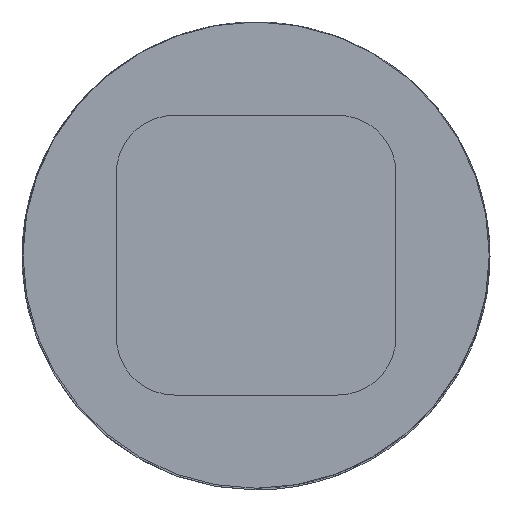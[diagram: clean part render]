
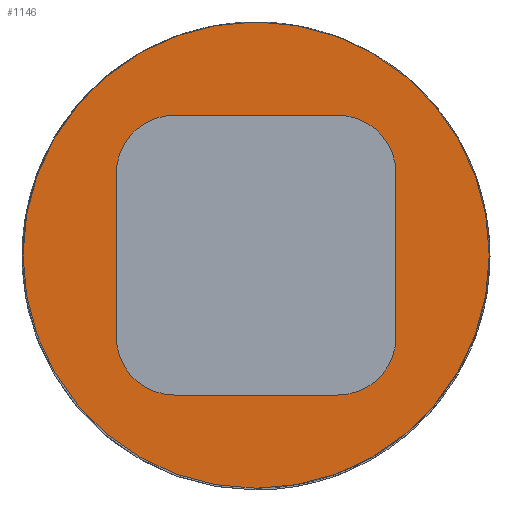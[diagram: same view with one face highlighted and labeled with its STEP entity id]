
A CAD part, front view. The second image highlights one B-rep face of the part: STEP entity #1146.
In plain terms, the highlighted planar face has unit normal (0, -1, 0).
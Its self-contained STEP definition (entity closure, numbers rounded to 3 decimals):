
#7 = CARTESIAN_POINT ( 'NONE',  ( 1.6, 0., -5.4 ) ) ;
#12 = DIRECTION ( 'NONE',  ( 0., 0., -1. ) ) ;
#28 = EDGE_CURVE ( 'NONE', #956, #56, #95, .T. ) ;
#56 = VERTEX_POINT ( 'NONE', #127 ) ;
#80 = CARTESIAN_POINT ( 'NONE',  ( 5.4, 0., -2.6 ) ) ;
#89 = CARTESIAN_POINT ( 'NONE',  ( 4., 0., -4. ) ) ;
#95 = LINE ( 'NONE', #523, #119 ) ;
#96 = CIRCLE ( 'NONE', #1116, 1. ) ;
#98 = VERTEX_POINT ( 'NONE', #953 ) ;
#118 = VERTEX_POINT ( 'NONE', #962 ) ;
#119 = VECTOR ( 'NONE', #1351, 1000. ) ;
#127 = CARTESIAN_POINT ( 'NONE',  ( 5.4, 0., -1.6 ) ) ;
#128 = DIRECTION ( 'NONE',  ( 0., 0., 1. ) ) ;
#131 = VERTEX_POINT ( 'NONE', #1183 ) ;
#143 = EDGE_CURVE ( 'NONE', #1242, #207, #675, .T. ) ;
#148 = CARTESIAN_POINT ( 'NONE',  ( 1.6, 0., -2.6 ) ) ;
#163 = AXIS2_PLACEMENT_3D ( 'NONE', #331, #666, #963 ) ;
#175 = DIRECTION ( 'NONE',  ( -1., 0., 0. ) ) ;
#207 = VERTEX_POINT ( 'NONE', #148 ) ;
#218 = CARTESIAN_POINT ( 'NONE',  ( 6.4, 0., -2.6 ) ) ;
#242 = CARTESIAN_POINT ( 'NONE',  ( 1.6, 0., -2.6 ) ) ;
#248 = CARTESIAN_POINT ( 'NONE',  ( 2.6, 0., -2.6 ) ) ;
#255 = AXIS2_PLACEMENT_3D ( 'NONE', #412, #522, #1002 ) ;
#261 = FACE_BOUND ( 'NONE', #513, .T. ) ;
#264 = ORIENTED_EDGE ( 'NONE', *, *, #272, .T. ) ;
#272 = EDGE_CURVE ( 'NONE', #550, #118, #1305, .T. ) ;
#277 = DIRECTION ( 'NONE',  ( 0., 0., 1. ) ) ;
#331 = CARTESIAN_POINT ( 'NONE',  ( 4., 0., -4. ) ) ;
#337 = AXIS2_PLACEMENT_3D ( 'NONE', #80, #623, #795 ) ;
#339 = VECTOR ( 'NONE', #12, 1000. ) ;
#343 = CARTESIAN_POINT ( 'NONE',  ( 6.4, 0., -2.6 ) ) ;
#345 = DIRECTION ( 'NONE',  ( 0., 1., 0. ) ) ;
#364 = VERTEX_POINT ( 'NONE', #423 ) ;
#412 = CARTESIAN_POINT ( 'NONE',  ( 2.6, 0., -5.4 ) ) ;
#423 = CARTESIAN_POINT ( 'NONE',  ( 4., 0., 0. ) ) ;
#428 = ORIENTED_EDGE ( 'NONE', *, *, #634, .T. ) ;
#452 = AXIS2_PLACEMENT_3D ( 'NONE', #1098, #345, #128 ) ;
#513 = EDGE_LOOP ( 'NONE', ( #837, #1061, #1227, #1023, #817, #943, #428, #264 ) ) ;
#522 = DIRECTION ( 'NONE',  ( 0., 1., 0. ) ) ;
#523 = CARTESIAN_POINT ( 'NONE',  ( 2.6, 0., -1.6 ) ) ;
#547 = EDGE_LOOP ( 'NONE', ( #618, #555 ) ) ;
#550 = VERTEX_POINT ( 'NONE', #1024 ) ;
#555 = ORIENTED_EDGE ( 'NONE', *, *, #861, .F. ) ;
#561 = CIRCLE ( 'NONE', #163, 4. ) ;
#591 = PLANE ( 'NONE',  #604 ) ;
#602 = CARTESIAN_POINT ( 'NONE',  ( 2.6, 0., -1.6 ) ) ;
#604 = AXIS2_PLACEMENT_3D ( 'NONE', #996, #676, #964 ) ;
#618 = ORIENTED_EDGE ( 'NONE', *, *, #773, .F. ) ;
#623 = DIRECTION ( 'NONE',  ( 0., 1., 0. ) ) ;
#634 = EDGE_CURVE ( 'NONE', #131, #550, #1158, .T. ) ;
#645 = LINE ( 'NONE', #343, #339 ) ;
#660 = FACE_OUTER_BOUND ( 'NONE', #547, .T. ) ;
#666 = DIRECTION ( 'NONE',  ( 0., 1., 0. ) ) ;
#675 = LINE ( 'NONE', #242, #1296 ) ;
#676 = DIRECTION ( 'NONE',  ( 0., 1., 0. ) ) ;
#691 = CIRCLE ( 'NONE', #337, 1. ) ;
#767 = DIRECTION ( 'NONE',  ( 0., 0., 1. ) ) ;
#773 = EDGE_CURVE ( 'NONE', #98, #364, #561, .T. ) ;
#780 = VECTOR ( 'NONE', #175, 1000. ) ;
#795 = DIRECTION ( 'NONE',  ( 0., 0., 1. ) ) ;
#817 = ORIENTED_EDGE ( 'NONE', *, *, #973, .T. ) ;
#835 = DIRECTION ( 'NONE',  ( 0., 0., 1. ) ) ;
#837 = ORIENTED_EDGE ( 'NONE', *, *, #870, .T. ) ;
#861 = EDGE_CURVE ( 'NONE', #364, #98, #1179, .T. ) ;
#870 = EDGE_CURVE ( 'NONE', #118, #1242, #1114, .T. ) ;
#943 = ORIENTED_EDGE ( 'NONE', *, *, #1210, .T. ) ;
#953 = CARTESIAN_POINT ( 'NONE',  ( 4., 0., -8. ) ) ;
#956 = VERTEX_POINT ( 'NONE', #602 ) ;
#962 = CARTESIAN_POINT ( 'NONE',  ( 2.6, 0., -6.4 ) ) ;
#963 = DIRECTION ( 'NONE',  ( 0., 0., 1. ) ) ;
#964 = DIRECTION ( 'NONE',  ( 0., 0., 1. ) ) ;
#973 = EDGE_CURVE ( 'NONE', #56, #1353, #691, .T. ) ;
#996 = CARTESIAN_POINT ( 'NONE',  ( 4., 0., -4. ) ) ;
#1002 = DIRECTION ( 'NONE',  ( 0., 0., 1. ) ) ;
#1023 = ORIENTED_EDGE ( 'NONE', *, *, #28, .T. ) ;
#1024 = CARTESIAN_POINT ( 'NONE',  ( 5.4, 0., -6.4 ) ) ;
#1061 = ORIENTED_EDGE ( 'NONE', *, *, #143, .T. ) ;
#1098 = CARTESIAN_POINT ( 'NONE',  ( 5.4, 0., -5.4 ) ) ;
#1114 = CIRCLE ( 'NONE', #255, 1. ) ;
#1116 = AXIS2_PLACEMENT_3D ( 'NONE', #248, #1249, #835 ) ;
#1135 = AXIS2_PLACEMENT_3D ( 'NONE', #89, #1327, #277 ) ;
#1146 = ADVANCED_FACE ( 'NONE', ( #660, #261 ), #591, .F. ) ;
#1158 = CIRCLE ( 'NONE', #452, 1. ) ;
#1179 = CIRCLE ( 'NONE', #1135, 4. ) ;
#1183 = CARTESIAN_POINT ( 'NONE',  ( 6.4, 0., -5.4 ) ) ;
#1190 = EDGE_CURVE ( 'NONE', #207, #956, #96, .T. ) ;
#1210 = EDGE_CURVE ( 'NONE', #1353, #131, #645, .T. ) ;
#1227 = ORIENTED_EDGE ( 'NONE', *, *, #1190, .T. ) ;
#1242 = VERTEX_POINT ( 'NONE', #7 ) ;
#1249 = DIRECTION ( 'NONE',  ( 0., 1., 0. ) ) ;
#1296 = VECTOR ( 'NONE', #767, 1000. ) ;
#1299 = CARTESIAN_POINT ( 'NONE',  ( 2.6, 0., -6.4 ) ) ;
#1305 = LINE ( 'NONE', #1299, #780 ) ;
#1327 = DIRECTION ( 'NONE',  ( 0., 1., 0. ) ) ;
#1351 = DIRECTION ( 'NONE',  ( 1., 0., 0. ) ) ;
#1353 = VERTEX_POINT ( 'NONE', #218 ) ;
